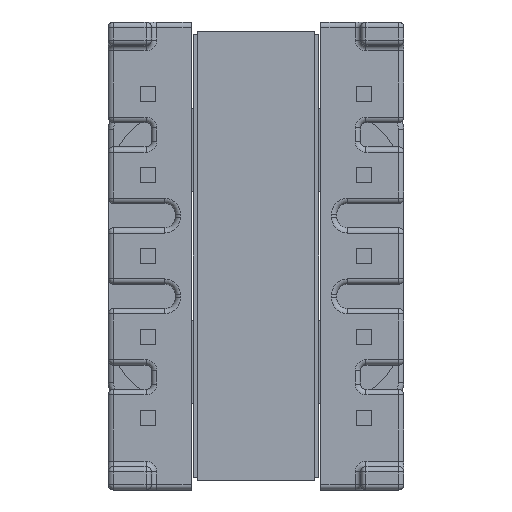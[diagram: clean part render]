
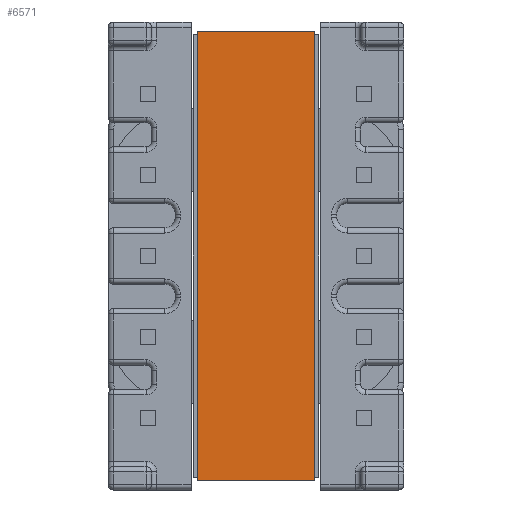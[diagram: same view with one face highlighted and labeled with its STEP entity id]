
A CAD part, front view. The second image highlights one B-rep face of the part: STEP entity #6571.
In plain terms, the highlighted face is planar.
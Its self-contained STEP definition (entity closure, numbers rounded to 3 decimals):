
#668 = LINE ( 'NONE', #15043, #10058 ) ;
#968 = CARTESIAN_POINT ( 'NONE',  ( 20.56, 0.16, 0. ) ) ;
#1589 = ORIENTED_EDGE ( 'NONE', *, *, #6897, .F. ) ;
#1724 = VERTEX_POINT ( 'NONE', #5753 ) ;
#2492 = ORIENTED_EDGE ( 'NONE', *, *, #9665, .T. ) ;
#2712 = VERTEX_POINT ( 'NONE', #3132 ) ;
#3132 = CARTESIAN_POINT ( 'NONE',  ( 20.56, 0.16, -5.54 ) ) ;
#3269 = VECTOR ( 'NONE', #13849, 1000. ) ;
#3313 = LINE ( 'NONE', #4383, #15557 ) ;
#4073 = ORIENTED_EDGE ( 'NONE', *, *, #6162, .F. ) ;
#4383 = CARTESIAN_POINT ( 'NONE',  ( 20.56, 0.16, -5.54 ) ) ;
#4625 = CARTESIAN_POINT ( 'NONE',  ( 20.56, 0.16, -5.54 ) ) ;
#5263 = CARTESIAN_POINT ( 'NONE',  ( 20.56, 0.16, -5.54 ) ) ;
#5753 = CARTESIAN_POINT ( 'NONE',  ( 20.56, -20.96, 0. ) ) ;
#5829 = DIRECTION ( 'NONE',  ( 0., 0., -1. ) ) ;
#6034 = CARTESIAN_POINT ( 'NONE',  ( 20.56, -20.96, -5.54 ) ) ;
#6162 = EDGE_CURVE ( 'NONE', #1724, #7197, #14315, .T. ) ;
#6571 = ADVANCED_FACE ( 'NONE', ( #10821 ), #15590, .T. ) ;
#6897 = EDGE_CURVE ( 'NONE', #15857, #1724, #668, .T. ) ;
#7197 = VERTEX_POINT ( 'NONE', #968 ) ;
#8655 = EDGE_CURVE ( 'NONE', #2712, #7197, #3313, .T. ) ;
#9028 = CARTESIAN_POINT ( 'NONE',  ( 20.56, 0.16, 0. ) ) ;
#9665 = EDGE_CURVE ( 'NONE', #15857, #2712, #12640, .T. ) ;
#10058 = VECTOR ( 'NONE', #13821, 1000. ) ;
#10564 = DIRECTION ( 'NONE',  ( 0., 0., 1. ) ) ;
#10723 = ORIENTED_EDGE ( 'NONE', *, *, #8655, .T. ) ;
#10821 = FACE_OUTER_BOUND ( 'NONE', #14634, .T. ) ;
#12640 = LINE ( 'NONE', #5263, #3269 ) ;
#13187 = DIRECTION ( 'NONE',  ( 1., 0., 0. ) ) ;
#13821 = DIRECTION ( 'NONE',  ( 0., 0., 1. ) ) ;
#13849 = DIRECTION ( 'NONE',  ( 0., 1., 0. ) ) ;
#13951 = VECTOR ( 'NONE', #14633, 1000. ) ;
#14315 = LINE ( 'NONE', #9028, #13951 ) ;
#14633 = DIRECTION ( 'NONE',  ( 0., 1., 0. ) ) ;
#14634 = EDGE_LOOP ( 'NONE', ( #4073, #1589, #2492, #10723 ) ) ;
#15043 = CARTESIAN_POINT ( 'NONE',  ( 20.56, -20.96, -5.54 ) ) ;
#15515 = AXIS2_PLACEMENT_3D ( 'NONE', #4625, #13187, #5829 ) ;
#15557 = VECTOR ( 'NONE', #10564, 1000. ) ;
#15590 = PLANE ( 'NONE',  #15515 ) ;
#15857 = VERTEX_POINT ( 'NONE', #6034 ) ;
